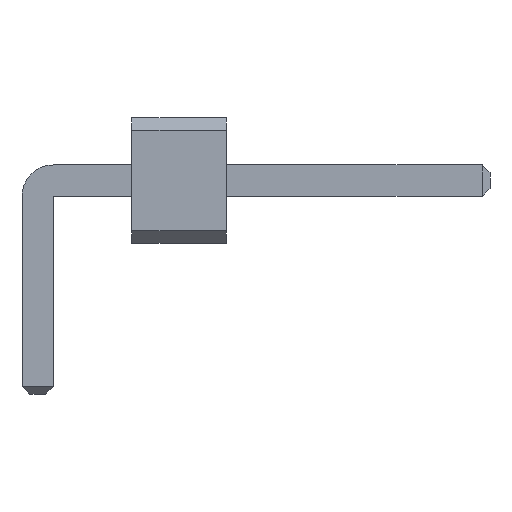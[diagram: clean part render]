
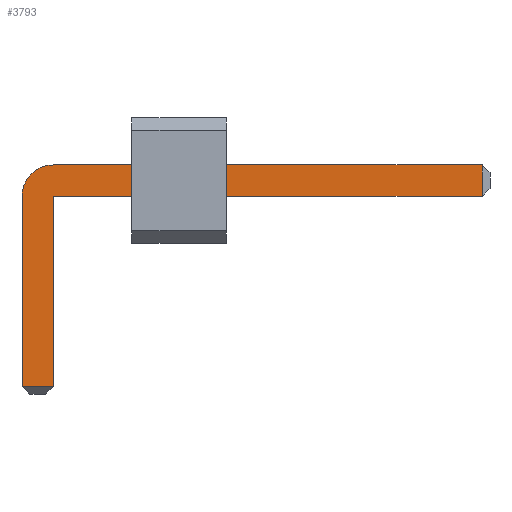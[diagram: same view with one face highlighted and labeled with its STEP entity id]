
A CAD part, front view. The second image highlights one B-rep face of the part: STEP entity #3793.
In plain terms, the highlighted planar face has unit normal (0, -1, 0).
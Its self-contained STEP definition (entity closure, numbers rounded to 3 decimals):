
#13=DIRECTION('',(0.,0.,1.));
#27=VECTOR('',#28,1.);
#28=DIRECTION('',(1.,0.,0.));
#1702=VECTOR('',#13,1.);
#1744=DIRECTION('',(0.,1.,0.));
#3607=VECTOR('',#3608,1.);
#3608=DIRECTION('',(0.,0.,-1.));
#3615=VECTOR('',#3616,1.);
#3616=DIRECTION('',(-1.,0.,0.));
#3637=DIRECTION('',(-0.,1.,0.));
#3647=VERTEX_POINT('',#3648);
#3648=CARTESIAN_POINT('',(0.25,-56.25,1.25));
#3650=ORIENTED_EDGE('',*,*,#3651,.T.);
#3651=EDGE_CURVE('',#3647,#3652,#3654,.T.);
#3652=VERTEX_POINT('',#3653);
#3653=CARTESIAN_POINT('',(7.075,-56.25,1.25));
#3654=LINE('',#3655,#27);
#3655=CARTESIAN_POINT('',(-0.25,-56.25,1.25));
#3691=EDGE_CURVE('',#3692,#3647,#3694,.T.);
#3692=VERTEX_POINT('',#3693);
#3693=CARTESIAN_POINT('',(-0.25,-56.25,0.75));
#3694=CIRCLE('',#3695,0.5);
#3695=AXIS2_PLACEMENT_3D('',#3696,#3637,#3608);
#3696=CARTESIAN_POINT('',(0.25,-56.25,0.75));
#3708=VERTEX_POINT('',#3709);
#3709=CARTESIAN_POINT('',(7.075,-56.25,0.75));
#3711=ORIENTED_EDGE('',*,*,#3712,.T.);
#3712=EDGE_CURVE('',#3708,#3713,#3714,.T.);
#3713=VERTEX_POINT('',#3696);
#3714=LINE('',#3715,#3615);
#3715=CARTESIAN_POINT('',(7.2,-56.25,0.75));
#3727=VERTEX_POINT('',#3728);
#3728=CARTESIAN_POINT('',(-0.25,-56.25,-2.275));
#3730=ORIENTED_EDGE('',*,*,#3731,.T.);
#3731=EDGE_CURVE('',#3727,#3692,#3732,.T.);
#3732=LINE('',#3733,#1702);
#3733=CARTESIAN_POINT('',(-0.25,-56.25,-2.4));
#3741=ORIENTED_EDGE('',*,*,#3742,.T.);
#3742=EDGE_CURVE('',#3713,#3743,#3745,.T.);
#3743=VERTEX_POINT('',#3744);
#3744=CARTESIAN_POINT('',(0.25,-56.25,-2.275));
#3745=LINE('',#3696,#3607);
#3793=ADVANCED_FACE('',(#3794),#3803,.F.);
#3794=FACE_BOUND('',#3795,.F.);
#3795=EDGE_LOOP('',(#3650,#3796,#3711,#3741,#3799,#3730,#3802));
#3796=ORIENTED_EDGE('',*,*,#3797,.T.);
#3797=EDGE_CURVE('',#3652,#3708,#3798,.T.);
#3798=LINE('',#3653,#3607);
#3799=ORIENTED_EDGE('',*,*,#3800,.T.);
#3800=EDGE_CURVE('',#3743,#3727,#3801,.T.);
#3801=LINE('',#3744,#3615);
#3802=ORIENTED_EDGE('',*,*,#3691,.T.);
#3803=PLANE('',#3804);
#3804=AXIS2_PLACEMENT_3D('',#3805,#1744,#13);
#3805=CARTESIAN_POINT('',(2.489,-56.25,0.411));
